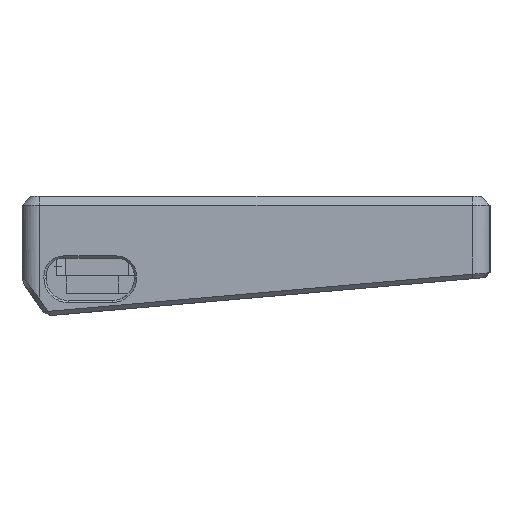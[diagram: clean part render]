
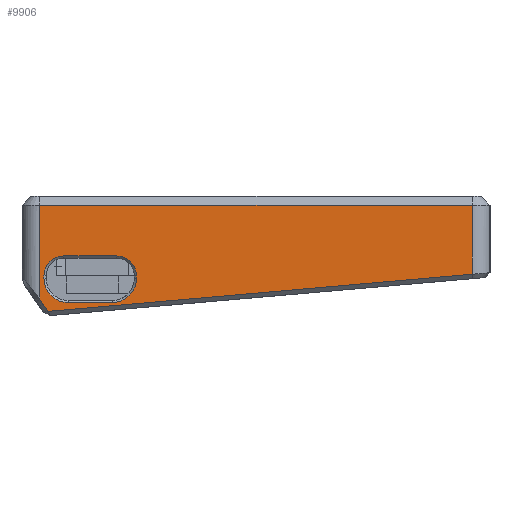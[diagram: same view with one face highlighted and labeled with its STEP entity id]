
A CAD part, left-side view. The second image highlights one B-rep face of the part: STEP entity #9906.
In plain terms, the highlighted planar face has unit normal (-1, 0, 0).
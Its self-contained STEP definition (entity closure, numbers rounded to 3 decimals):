
#129=B_SPLINE_CURVE_WITH_KNOTS('',3,(#15024,#15025,#15026,#15027),
 .UNSPECIFIED.,.F.,.F.,(4,4),(-1.571,-1.367),
 .UNSPECIFIED.);
#132=B_SPLINE_CURVE_WITH_KNOTS('',3,(#15086,#15087,#15088,#15089),
 .UNSPECIFIED.,.F.,.F.,(4,4),(1.549,1.571),
 .UNSPECIFIED.);
#195=FACE_BOUND('',#1232,.T.);
#383=CIRCLE('',#10497,4.5);
#384=CIRCLE('',#10498,4.5);
#385=CIRCLE('',#10499,5.5);
#386=CIRCLE('',#10500,5.5);
#680=FACE_OUTER_BOUND('',#1231,.T.);
#1231=EDGE_LOOP('',(#7290,#7291,#7292,#7293,#7294,#7295,#7296));
#1232=EDGE_LOOP('',(#7297,#7298,#7299,#7300,#7301,#7302,#7303,#7304));
#2037=LINE('',#14998,#3215);
#2040=LINE('',#15003,#3218);
#2074=LINE('',#15224,#3252);
#2075=LINE('',#15228,#3253);
#2076=LINE('',#15229,#3254);
#2077=LINE('',#15232,#3255);
#2078=LINE('',#15236,#3256);
#2079=LINE('',#15240,#3257);
#2080=LINE('',#15244,#3258);
#3215=VECTOR('',#11744,10.);
#3218=VECTOR('',#11749,10.);
#3252=VECTOR('',#11841,10.);
#3253=VECTOR('',#11846,10.);
#3254=VECTOR('',#11847,10.);
#3255=VECTOR('',#11848,10.);
#3256=VECTOR('',#11851,10.);
#3257=VECTOR('',#11854,10.);
#3258=VECTOR('',#11857,10.);
#4342=VERTEX_POINT('',#14967);
#4348=VERTEX_POINT('',#14991);
#4350=VERTEX_POINT('',#14996);
#4351=VERTEX_POINT('',#15001);
#4352=VERTEX_POINT('',#15048);
#4380=VERTEX_POINT('',#15223);
#4381=VERTEX_POINT('',#15227);
#4382=VERTEX_POINT('',#15230);
#4383=VERTEX_POINT('',#15231);
#4384=VERTEX_POINT('',#15233);
#4385=VERTEX_POINT('',#15235);
#4386=VERTEX_POINT('',#15237);
#4387=VERTEX_POINT('',#15239);
#4388=VERTEX_POINT('',#15241);
#4389=VERTEX_POINT('',#15243);
#5432=EDGE_CURVE('',#4350,#4348,#2037,.T.);
#5435=EDGE_CURVE('',#4348,#4351,#2040,.T.);
#5438=EDGE_CURVE('',#4351,#4342,#129,.T.);
#5446=EDGE_CURVE('',#4352,#4350,#132,.T.);
#5489=EDGE_CURVE('',#4342,#4380,#2074,.T.);
#5491=EDGE_CURVE('',#4381,#4352,#2075,.T.);
#5492=EDGE_CURVE('',#4380,#4381,#2076,.T.);
#5493=EDGE_CURVE('',#4382,#4383,#2077,.T.);
#5494=EDGE_CURVE('',#4384,#4382,#383,.T.);
#5495=EDGE_CURVE('',#4385,#4384,#2078,.T.);
#5496=EDGE_CURVE('',#4386,#4385,#384,.T.);
#5497=EDGE_CURVE('',#4387,#4386,#2079,.T.);
#5498=EDGE_CURVE('',#4388,#4387,#385,.T.);
#5499=EDGE_CURVE('',#4389,#4388,#2080,.T.);
#5500=EDGE_CURVE('',#4383,#4389,#386,.T.);
#7290=ORIENTED_EDGE('',*,*,#5438,.F.);
#7291=ORIENTED_EDGE('',*,*,#5435,.F.);
#7292=ORIENTED_EDGE('',*,*,#5432,.F.);
#7293=ORIENTED_EDGE('',*,*,#5446,.F.);
#7294=ORIENTED_EDGE('',*,*,#5491,.F.);
#7295=ORIENTED_EDGE('',*,*,#5492,.F.);
#7296=ORIENTED_EDGE('',*,*,#5489,.F.);
#7297=ORIENTED_EDGE('',*,*,#5493,.F.);
#7298=ORIENTED_EDGE('',*,*,#5494,.F.);
#7299=ORIENTED_EDGE('',*,*,#5495,.F.);
#7300=ORIENTED_EDGE('',*,*,#5496,.F.);
#7301=ORIENTED_EDGE('',*,*,#5497,.F.);
#7302=ORIENTED_EDGE('',*,*,#5498,.F.);
#7303=ORIENTED_EDGE('',*,*,#5499,.F.);
#7304=ORIENTED_EDGE('',*,*,#5500,.F.);
#9476=PLANE('',#10496);
#9906=ADVANCED_FACE('',(#680,#195),#9476,.T.);
#10496=AXIS2_PLACEMENT_3D('',#15226,#11844,#11845);
#10497=AXIS2_PLACEMENT_3D('',#15234,#11849,#11850);
#10498=AXIS2_PLACEMENT_3D('',#15238,#11852,#11853);
#10499=AXIS2_PLACEMENT_3D('',#15242,#11855,#11856);
#10500=AXIS2_PLACEMENT_3D('',#15245,#11858,#11859);
#11744=DIRECTION('',(0.,0.996,-0.087));
#11749=DIRECTION('',(0.,0.574,0.819));
#11841=DIRECTION('',(0.,0.,1.));
#11844=DIRECTION('center_axis',(-1.,0.,0.));
#11845=DIRECTION('ref_axis',(0.,-1.,0.));
#11846=DIRECTION('',(0.,0.,-1.));
#11847=DIRECTION('',(0.,-1.,0.));
#11848=DIRECTION('',(0.,0.,-1.));
#11849=DIRECTION('center_axis',(-1.,0.,0.));
#11850=DIRECTION('ref_axis',(0.,0.707,0.707));
#11851=DIRECTION('',(0.,1.,0.));
#11852=DIRECTION('center_axis',(-1.,0.,0.));
#11853=DIRECTION('ref_axis',(0.,-0.707,0.707));
#11854=DIRECTION('',(0.,0.,1.));
#11855=DIRECTION('center_axis',(-1.,0.,0.));
#11856=DIRECTION('ref_axis',(0.,-0.707,-0.707));
#11857=DIRECTION('',(0.,-1.,0.));
#11858=DIRECTION('center_axis',(-1.,0.,0.));
#11859=DIRECTION('ref_axis',(0.,0.707,-0.707));
#14967=CARTESIAN_POINT('',(-15.,11.,-14.277));
#14991=CARTESIAN_POINT('',(-15.,9.037,-17.074));
#14996=CARTESIAN_POINT('',(-15.,-87.113,-8.662));
#14998=CARTESIAN_POINT('',(-15.,11.542,-17.294));
#15001=CARTESIAN_POINT('',(-15.,10.181,-15.441));
#15003=CARTESIAN_POINT('',(-15.,16.601,-6.272));
#15024=CARTESIAN_POINT('Ctrl Pts',(-15.,10.181,-15.441));
#15025=CARTESIAN_POINT('Ctrl Pts',(-15.,10.453,-15.052));
#15026=CARTESIAN_POINT('Ctrl Pts',(-15.,10.724,-14.663));
#15027=CARTESIAN_POINT('Ctrl Pts',(-15.,11.,-14.277));
#15048=CARTESIAN_POINT('',(-15.,-87.2,-8.655));
#15086=CARTESIAN_POINT('Ctrl Pts',(-15.,-87.2,-8.655));
#15087=CARTESIAN_POINT('Ctrl Pts',(-15.,-87.171,-8.657));
#15088=CARTESIAN_POINT('Ctrl Pts',(-15.,-87.142,-8.66));
#15089=CARTESIAN_POINT('Ctrl Pts',(-15.,-87.113,-8.662));
#15223=CARTESIAN_POINT('',(-15.,11.,7.));
#15224=CARTESIAN_POINT('',(-15.,11.,0.));
#15226=CARTESIAN_POINT('Origin',(-15.,15.,0.));
#15227=CARTESIAN_POINT('',(-15.,-87.2,7.));
#15228=CARTESIAN_POINT('',(-15.,-87.2,0.));
#15229=CARTESIAN_POINT('',(-15.,-11.55,7.));
#15230=CARTESIAN_POINT('',(-15.,10.025,-9.));
#15231=CARTESIAN_POINT('',(-15.,10.025,-9.6));
#15232=CARTESIAN_POINT('',(-15.,10.025,0.));
#15233=CARTESIAN_POINT('',(-15.,5.525,-4.5));
#15234=CARTESIAN_POINT('Origin',(-15.,5.525,-9.));
#15235=CARTESIAN_POINT('',(-15.,-6.475,-4.5));
#15236=CARTESIAN_POINT('',(-15.,-11.55,-4.5));
#15237=CARTESIAN_POINT('',(-15.,-10.975,-9.));
#15238=CARTESIAN_POINT('Origin',(-15.,-6.475,-9.));
#15239=CARTESIAN_POINT('',(-15.,-10.975,-9.6));
#15240=CARTESIAN_POINT('',(-15.,-10.975,0.));
#15241=CARTESIAN_POINT('',(-15.,-5.475,-15.1));
#15242=CARTESIAN_POINT('Origin',(-15.,-5.475,-9.6));
#15243=CARTESIAN_POINT('',(-15.,4.525,-15.1));
#15244=CARTESIAN_POINT('',(-15.,7.263,-15.1));
#15245=CARTESIAN_POINT('Origin',(-15.,4.525,-9.6));
